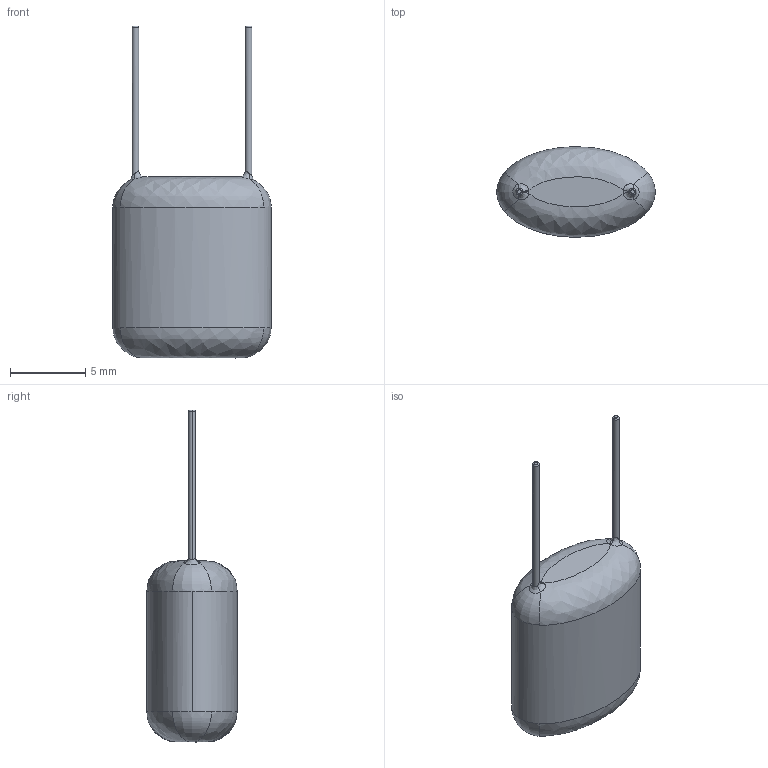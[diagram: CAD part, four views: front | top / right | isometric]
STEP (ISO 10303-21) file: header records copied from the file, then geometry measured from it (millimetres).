
FILE_DESCRIPTION (( 'STEP AP214' ), '1' );
FILE_NAME ('473J.STEP', '2021-09-19T13:34:14', ( '' ), ( '' ), 'SwSTEP 2.0', 'SolidWorks 2021', '' );
FILE_SCHEMA (( 'AUTOMOTIVE_DESIGN' ));
Length unit declared in the file: millimetre
Products named in the file (1): 473J
Bounding box: 10.5 x 6 x 22 mm (x, y, z)
Volume: 556.3 mm3; surface area: 394.9 mm2
Topology: 1 solids, 1 shells, 31 faces, 74 edges, 43 vertices
Faces by surface type: bspline 16, torus 7, cylinder 4, plane 4
Entity records: 3047 total; most frequent: CARTESIAN_POINT 2330, ORIENTED_EDGE 144, DIRECTION 86, EDGE_CURVE 72, VERTEX_POINT 43, AXIS2_PLACEMENT_3D 40, B_SPLINE_CURVE_WITH_KNOTS 34, ADVANCED_FACE 31
